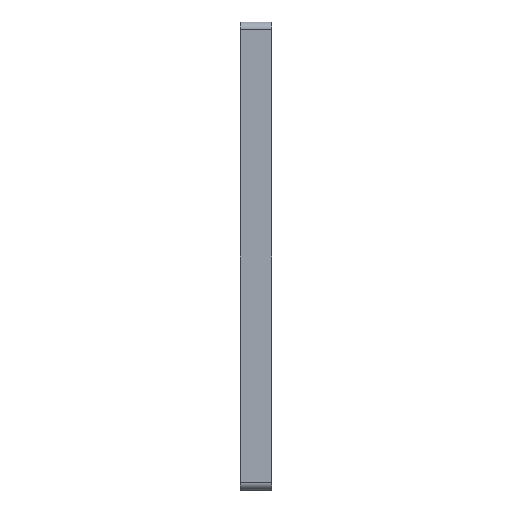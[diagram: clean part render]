
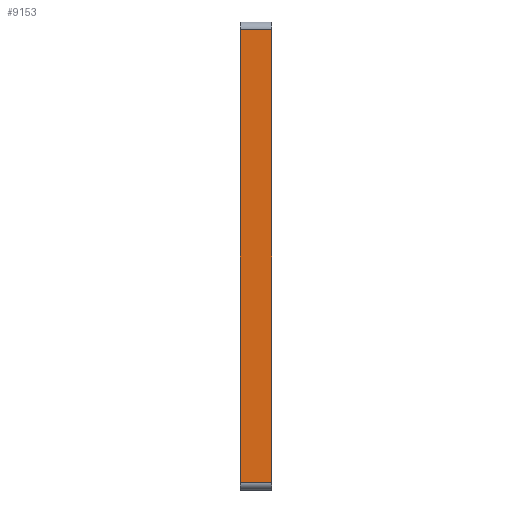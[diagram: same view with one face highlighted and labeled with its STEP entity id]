
A CAD part, left-side view. The second image highlights one B-rep face of the part: STEP entity #9153.
In plain terms, the highlighted planar face has unit normal (-1, 0, 0).
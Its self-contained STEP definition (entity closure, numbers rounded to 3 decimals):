
#154 = VERTEX_POINT ( 'NONE', #10171 ) ;
#342 = DIRECTION ( 'NONE',  ( 1., 0., 0. ) ) ;
#700 = CARTESIAN_POINT ( 'NONE',  ( -60., 0., -58. ) ) ;
#1160 = VERTEX_POINT ( 'NONE', #700 ) ;
#1400 = ORIENTED_EDGE ( 'NONE', *, *, #13813, .T. ) ;
#1926 = VERTEX_POINT ( 'NONE', #13898 ) ;
#2502 = PLANE ( 'NONE',  #14084 ) ;
#2596 = DIRECTION ( 'NONE',  ( 0., 0., -1. ) ) ;
#2703 = VECTOR ( 'NONE', #12068, 1000. ) ;
#3662 = LINE ( 'NONE', #9904, #9595 ) ;
#4731 = DIRECTION ( 'NONE',  ( 0., 1., 0. ) ) ;
#4874 = DIRECTION ( 'NONE',  ( 0., 0., 1. ) ) ;
#5289 = VECTOR ( 'NONE', #4731, 1000. ) ;
#5768 = EDGE_LOOP ( 'NONE', ( #11717, #12823, #1400, #10114 ) ) ;
#7478 = LINE ( 'NONE', #8793, #2703 ) ;
#7675 = VECTOR ( 'NONE', #4874, 1000. ) ;
#8019 = CARTESIAN_POINT ( 'NONE',  ( -60., 8., 58. ) ) ;
#8419 = EDGE_CURVE ( 'NONE', #154, #1926, #11589, .T. ) ;
#8689 = LINE ( 'NONE', #8019, #5289 ) ;
#8793 = CARTESIAN_POINT ( 'NONE',  ( -60., 8., -58. ) ) ;
#9080 = CARTESIAN_POINT ( 'NONE',  ( -60., 8., -60. ) ) ;
#9151 = EDGE_CURVE ( 'NONE', #9986, #1926, #8689, .T. ) ;
#9153 = ADVANCED_FACE ( 'NONE', ( #9378 ), #2502, .F. ) ;
#9378 = FACE_OUTER_BOUND ( 'NONE', #5768, .T. ) ;
#9595 = VECTOR ( 'NONE', #9856, 1000. ) ;
#9856 = DIRECTION ( 'NONE',  ( 0., 0., 1. ) ) ;
#9904 = CARTESIAN_POINT ( 'NONE',  ( -60., 0., -60. ) ) ;
#9986 = VERTEX_POINT ( 'NONE', #13262 ) ;
#10114 = ORIENTED_EDGE ( 'NONE', *, *, #9151, .T. ) ;
#10171 = CARTESIAN_POINT ( 'NONE',  ( -60., 8., -58. ) ) ;
#10210 = CARTESIAN_POINT ( 'NONE',  ( -60., 8., -60. ) ) ;
#11025 = EDGE_CURVE ( 'NONE', #154, #1160, #7478, .T. ) ;
#11589 = LINE ( 'NONE', #10210, #7675 ) ;
#11717 = ORIENTED_EDGE ( 'NONE', *, *, #8419, .F. ) ;
#12068 = DIRECTION ( 'NONE',  ( 0., -1., 0. ) ) ;
#12823 = ORIENTED_EDGE ( 'NONE', *, *, #11025, .T. ) ;
#13262 = CARTESIAN_POINT ( 'NONE',  ( -60., 0., 58. ) ) ;
#13813 = EDGE_CURVE ( 'NONE', #1160, #9986, #3662, .T. ) ;
#13898 = CARTESIAN_POINT ( 'NONE',  ( -60., 8., 58. ) ) ;
#14084 = AXIS2_PLACEMENT_3D ( 'NONE', #9080, #342, #2596 ) ;
